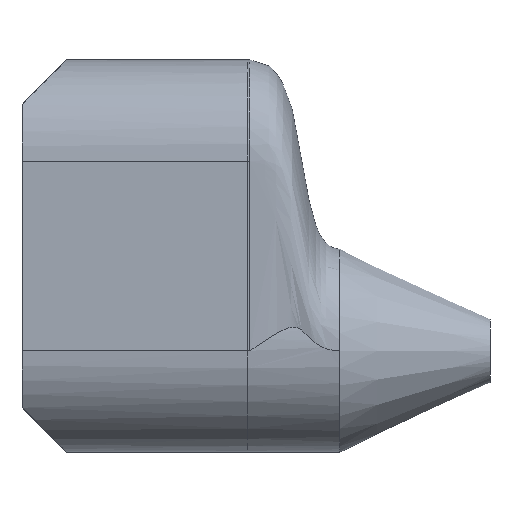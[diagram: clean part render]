
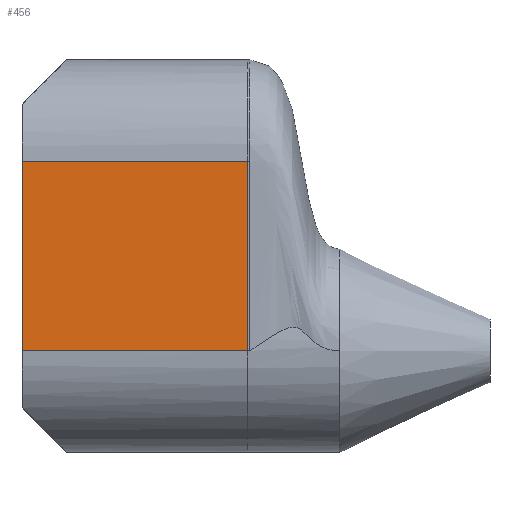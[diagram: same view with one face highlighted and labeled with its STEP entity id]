
A CAD part, left-side view. The second image highlights one B-rep face of the part: STEP entity #456.
In plain terms, the highlighted planar face has unit normal (-1, 0, 0).
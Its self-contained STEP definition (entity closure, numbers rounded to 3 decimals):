
#271=LINE('',#3646,#307);
#275=LINE('',#3665,#311);
#277=LINE('',#3669,#313);
#279=LINE('',#3680,#315);
#307=VECTOR('',#2054,1.);
#311=VECTOR('',#2070,1.);
#313=VECTOR('',#2076,1.);
#315=VECTOR('',#2088,1.);
#345=PLANE('',#1859);
#377=FACE_OUTER_BOUND('',#698,.T.);
#456=ADVANCED_FACE('',(#377),#345,.F.);
#698=EDGE_LOOP('',(#930,#931,#932,#933));
#930=ORIENTED_EDGE('',*,*,#1501,.T.);
#931=ORIENTED_EDGE('',*,*,#1510,.F.);
#932=ORIENTED_EDGE('',*,*,#1519,.F.);
#933=ORIENTED_EDGE('',*,*,#1513,.T.);
#1329=VERTEX_POINT('',#3645);
#1330=VERTEX_POINT('',#3647);
#1337=VERTEX_POINT('',#3663);
#1339=VERTEX_POINT('',#3670);
#1501=EDGE_CURVE('',#1330,#1329,#271,.T.);
#1510=EDGE_CURVE('',#1337,#1329,#275,.T.);
#1513=EDGE_CURVE('',#1339,#1330,#277,.T.);
#1519=EDGE_CURVE('',#1339,#1337,#279,.T.);
#1859=AXIS2_PLACEMENT_3D('',#3687,#2100,#2101);
#2054=DIRECTION('',(0.,0.,-1.));
#2070=DIRECTION('',(0.,1.,0.));
#2076=DIRECTION('',(0.,1.,0.));
#2088=DIRECTION('',(0.,0.,-1.));
#2100=DIRECTION('',(1.,0.,0.));
#2101=DIRECTION('',(0.,0.,-1.));
#3645=CARTESIAN_POINT('',(-225.,499.425,-420.));
#3646=CARTESIAN_POINT('',(-225.,499.425,0.));
#3647=CARTESIAN_POINT('',(-225.,499.425,0.));
#3663=CARTESIAN_POINT('',(-225.,-0.575,-420.));
#3665=CARTESIAN_POINT('',(-225.,-0.575,-420.));
#3669=CARTESIAN_POINT('',(-225.,-0.575,0.));
#3670=CARTESIAN_POINT('',(-225.,-0.575,0.));
#3680=CARTESIAN_POINT('',(-225.,-0.575,0.));
#3687=CARTESIAN_POINT('',(-225.,-0.575,0.));
